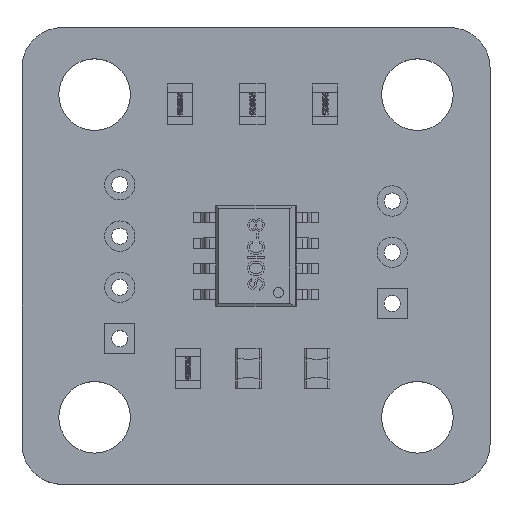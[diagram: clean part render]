
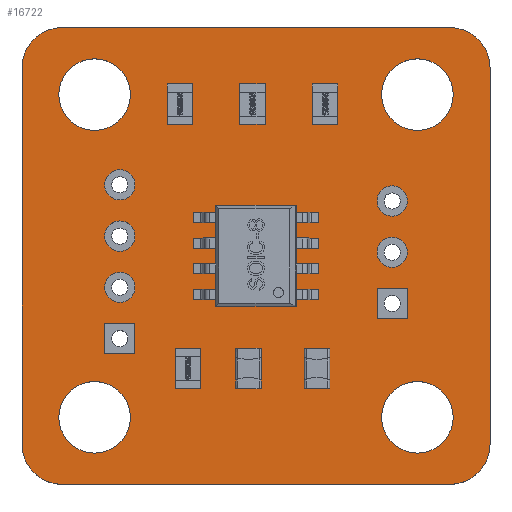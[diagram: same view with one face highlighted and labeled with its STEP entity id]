
A CAD part, top view. The second image highlights one B-rep face of the part: STEP entity #16722.
In plain terms, the highlighted planar face has unit normal (0, 0, 1).
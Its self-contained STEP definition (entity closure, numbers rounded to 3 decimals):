
#1493=FACE_BOUND('',#3159,.T.);
#1494=FACE_BOUND('',#3160,.T.);
#1495=FACE_BOUND('',#3161,.T.);
#1496=FACE_BOUND('',#3162,.T.);
#1497=FACE_BOUND('',#3163,.T.);
#1498=FACE_BOUND('',#3164,.T.);
#1499=FACE_BOUND('',#3165,.T.);
#1500=FACE_BOUND('',#3166,.T.);
#1501=FACE_BOUND('',#3167,.T.);
#1502=FACE_BOUND('',#3168,.T.);
#1503=FACE_BOUND('',#3169,.T.);
#1599=PLANE('',#17756);
#2201=FACE_OUTER_BOUND('',#3158,.T.);
#3158=EDGE_LOOP('',(#11895,#11896,#11897,#11898,#11899,#11900,#11901,#11902));
#3159=EDGE_LOOP('',(#11903,#11904,#11905,#11906));
#3160=EDGE_LOOP('',(#11907,#11908,#11909,#11910));
#3161=EDGE_LOOP('',(#11911));
#3162=EDGE_LOOP('',(#11912));
#3163=EDGE_LOOP('',(#11913));
#3164=EDGE_LOOP('',(#11914));
#3165=EDGE_LOOP('',(#11915));
#3166=EDGE_LOOP('',(#11916));
#3167=EDGE_LOOP('',(#11917));
#3168=EDGE_LOOP('',(#11918));
#3169=EDGE_LOOP('',(#11919));
#4143=LINE('',#22134,#5816);
#4147=LINE('',#22142,#5820);
#4150=LINE('',#22148,#5823);
#4153=LINE('',#22153,#5826);
#4155=LINE('',#22161,#5828);
#4159=LINE('',#22169,#5832);
#4162=LINE('',#22175,#5835);
#4165=LINE('',#22180,#5838);
#4183=LINE('',#22271,#5856);
#4188=LINE('',#22285,#5861);
#4192=LINE('',#22297,#5865);
#4196=LINE('',#22309,#5869);
#5816=VECTOR('',#18657,10.);
#5820=VECTOR('',#18663,10.);
#5823=VECTOR('',#18668,10.);
#5826=VECTOR('',#18673,10.);
#5828=VECTOR('',#18681,10.);
#5832=VECTOR('',#18687,10.);
#5835=VECTOR('',#18692,10.);
#5838=VECTOR('',#18697,10.);
#5856=VECTOR('',#18809,10.);
#5861=VECTOR('',#18822,10.);
#5865=VECTOR('',#18834,10.);
#5869=VECTOR('',#18846,10.);
#7479=CIRCLE('',#17697,0.75);
#7482=CIRCLE('',#17702,0.75);
#7485=CIRCLE('',#17707,0.75);
#7488=CIRCLE('',#17712,0.75);
#7491=CIRCLE('',#17717,0.75);
#7494=CIRCLE('',#17729,1.775);
#7496=CIRCLE('',#17732,1.775);
#7498=CIRCLE('',#17735,1.775);
#7500=CIRCLE('',#17738,1.775);
#7502=CIRCLE('',#17742,2.);
#7504=CIRCLE('',#17746,2.);
#7506=CIRCLE('',#17750,2.);
#7508=CIRCLE('',#17754,2.);
#7657=VERTEX_POINT('',#22132);
#7658=VERTEX_POINT('',#22133);
#7661=VERTEX_POINT('',#22141);
#7663=VERTEX_POINT('',#22147);
#7666=VERTEX_POINT('',#22159);
#7667=VERTEX_POINT('',#22160);
#7670=VERTEX_POINT('',#22168);
#7672=VERTEX_POINT('',#22174);
#7675=VERTEX_POINT('',#22186);
#7678=VERTEX_POINT('',#22195);
#7681=VERTEX_POINT('',#22204);
#7684=VERTEX_POINT('',#22213);
#7687=VERTEX_POINT('',#22222);
#7690=VERTEX_POINT('',#22245);
#7692=VERTEX_POINT('',#22251);
#7694=VERTEX_POINT('',#22257);
#7696=VERTEX_POINT('',#22263);
#7698=VERTEX_POINT('',#22269);
#7699=VERTEX_POINT('',#22270);
#7702=VERTEX_POINT('',#22278);
#7704=VERTEX_POINT('',#22284);
#7706=VERTEX_POINT('',#22290);
#7708=VERTEX_POINT('',#22296);
#7710=VERTEX_POINT('',#22302);
#7712=VERTEX_POINT('',#22308);
#9284=EDGE_CURVE('',#7657,#7658,#4143,.T.);
#9288=EDGE_CURVE('',#7661,#7657,#4147,.T.);
#9291=EDGE_CURVE('',#7663,#7661,#4150,.T.);
#9294=EDGE_CURVE('',#7658,#7663,#4153,.T.);
#9297=EDGE_CURVE('',#7666,#7667,#4155,.T.);
#9301=EDGE_CURVE('',#7670,#7666,#4159,.T.);
#9304=EDGE_CURVE('',#7672,#7670,#4162,.T.);
#9307=EDGE_CURVE('',#7667,#7672,#4165,.T.);
#9310=EDGE_CURVE('',#7675,#7675,#7479,.T.);
#9314=EDGE_CURVE('',#7678,#7678,#7482,.T.);
#9318=EDGE_CURVE('',#7681,#7681,#7485,.T.);
#9322=EDGE_CURVE('',#7684,#7684,#7488,.T.);
#9326=EDGE_CURVE('',#7687,#7687,#7491,.T.);
#9337=EDGE_CURVE('',#7690,#7690,#7494,.T.);
#9340=EDGE_CURVE('',#7692,#7692,#7496,.T.);
#9343=EDGE_CURVE('',#7694,#7694,#7498,.T.);
#9346=EDGE_CURVE('',#7696,#7696,#7500,.T.);
#9349=EDGE_CURVE('',#7698,#7699,#4183,.T.);
#9353=EDGE_CURVE('',#7698,#7702,#7502,.T.);
#9356=EDGE_CURVE('',#7704,#7702,#4188,.T.);
#9359=EDGE_CURVE('',#7704,#7706,#7504,.T.);
#9362=EDGE_CURVE('',#7708,#7706,#4192,.T.);
#9365=EDGE_CURVE('',#7708,#7710,#7506,.T.);
#9368=EDGE_CURVE('',#7712,#7710,#4196,.T.);
#9371=EDGE_CURVE('',#7712,#7699,#7508,.T.);
#11895=ORIENTED_EDGE('',*,*,#9371,.T.);
#11896=ORIENTED_EDGE('',*,*,#9349,.F.);
#11897=ORIENTED_EDGE('',*,*,#9353,.T.);
#11898=ORIENTED_EDGE('',*,*,#9356,.F.);
#11899=ORIENTED_EDGE('',*,*,#9359,.T.);
#11900=ORIENTED_EDGE('',*,*,#9362,.F.);
#11901=ORIENTED_EDGE('',*,*,#9365,.T.);
#11902=ORIENTED_EDGE('',*,*,#9368,.F.);
#11903=ORIENTED_EDGE('',*,*,#9284,.T.);
#11904=ORIENTED_EDGE('',*,*,#9294,.T.);
#11905=ORIENTED_EDGE('',*,*,#9291,.T.);
#11906=ORIENTED_EDGE('',*,*,#9288,.T.);
#11907=ORIENTED_EDGE('',*,*,#9297,.T.);
#11908=ORIENTED_EDGE('',*,*,#9307,.T.);
#11909=ORIENTED_EDGE('',*,*,#9304,.T.);
#11910=ORIENTED_EDGE('',*,*,#9301,.T.);
#11911=ORIENTED_EDGE('',*,*,#9310,.T.);
#11912=ORIENTED_EDGE('',*,*,#9314,.T.);
#11913=ORIENTED_EDGE('',*,*,#9318,.T.);
#11914=ORIENTED_EDGE('',*,*,#9322,.T.);
#11915=ORIENTED_EDGE('',*,*,#9326,.T.);
#11916=ORIENTED_EDGE('',*,*,#9337,.T.);
#11917=ORIENTED_EDGE('',*,*,#9340,.T.);
#11918=ORIENTED_EDGE('',*,*,#9343,.T.);
#11919=ORIENTED_EDGE('',*,*,#9346,.T.);
#16722=ADVANCED_FACE('',(#2201,#1493,#1494,#1495,#1496,#1497,#1498,#1499,
#1500,#1501,#1502,#1503),#1599,.T.);
#17697=AXIS2_PLACEMENT_3D('',#22187,#18705,#18706);
#17702=AXIS2_PLACEMENT_3D('',#22196,#18716,#18717);
#17707=AXIS2_PLACEMENT_3D('',#22205,#18727,#18728);
#17712=AXIS2_PLACEMENT_3D('',#22214,#18738,#18739);
#17717=AXIS2_PLACEMENT_3D('',#22223,#18749,#18750);
#17729=AXIS2_PLACEMENT_3D('',#22246,#18781,#18782);
#17732=AXIS2_PLACEMENT_3D('',#22252,#18788,#18789);
#17735=AXIS2_PLACEMENT_3D('',#22258,#18795,#18796);
#17738=AXIS2_PLACEMENT_3D('',#22264,#18802,#18803);
#17742=AXIS2_PLACEMENT_3D('',#22279,#18815,#18816);
#17746=AXIS2_PLACEMENT_3D('',#22291,#18827,#18828);
#17750=AXIS2_PLACEMENT_3D('',#22303,#18839,#18840);
#17754=AXIS2_PLACEMENT_3D('',#22314,#18851,#18852);
#17756=AXIS2_PLACEMENT_3D('',#22316,#18855,#18856);
#18657=DIRECTION('',(0.,1.,0.));
#18663=DIRECTION('',(-1.,0.,0.));
#18668=DIRECTION('',(0.,-1.,0.));
#18673=DIRECTION('',(1.,0.,0.));
#18681=DIRECTION('',(1.,0.,0.));
#18687=DIRECTION('',(0.,1.,0.));
#18692=DIRECTION('',(-1.,0.,0.));
#18697=DIRECTION('',(0.,-1.,0.));
#18705=DIRECTION('center_axis',(0.,0.,-1.));
#18706=DIRECTION('ref_axis',(1.,0.,0.));
#18716=DIRECTION('center_axis',(0.,0.,-1.));
#18717=DIRECTION('ref_axis',(1.,0.,0.));
#18727=DIRECTION('center_axis',(0.,0.,-1.));
#18728=DIRECTION('ref_axis',(1.,0.,0.));
#18738=DIRECTION('center_axis',(0.,0.,-1.));
#18739=DIRECTION('ref_axis',(1.,0.,0.));
#18749=DIRECTION('center_axis',(0.,0.,-1.));
#18750=DIRECTION('ref_axis',(1.,0.,0.));
#18781=DIRECTION('center_axis',(0.,0.,-1.));
#18782=DIRECTION('ref_axis',(1.,0.,0.));
#18788=DIRECTION('center_axis',(0.,0.,-1.));
#18789=DIRECTION('ref_axis',(1.,0.,0.));
#18795=DIRECTION('center_axis',(0.,0.,-1.));
#18796=DIRECTION('ref_axis',(1.,0.,0.));
#18802=DIRECTION('center_axis',(0.,0.,-1.));
#18803=DIRECTION('ref_axis',(1.,0.,0.));
#18809=DIRECTION('',(0.,1.,0.));
#18815=DIRECTION('center_axis',(0.,0.,1.));
#18816=DIRECTION('ref_axis',(-1.,0.,0.));
#18822=DIRECTION('',(-1.,0.,0.));
#18827=DIRECTION('center_axis',(0.,0.,1.));
#18828=DIRECTION('ref_axis',(0.,-1.,0.));
#18834=DIRECTION('',(0.,-1.,0.));
#18839=DIRECTION('center_axis',(0.,0.,1.));
#18840=DIRECTION('ref_axis',(1.,0.,0.));
#18846=DIRECTION('',(1.,0.,0.));
#18851=DIRECTION('center_axis',(0.,0.,1.));
#18852=DIRECTION('ref_axis',(0.,1.,0.));
#18855=DIRECTION('center_axis',(0.,0.,1.));
#18856=DIRECTION('ref_axis',(1.,0.,0.));
#22132=CARTESIAN_POINT('',(6.,-3.105,0.));
#22133=CARTESIAN_POINT('',(6.,-1.605,0.));
#22134=CARTESIAN_POINT('',(6.,-1.553,0.));
#22141=CARTESIAN_POINT('',(7.5,-3.105,0.));
#22142=CARTESIAN_POINT('',(3.75,-3.105,0.));
#22147=CARTESIAN_POINT('',(7.5,-1.605,0.));
#22148=CARTESIAN_POINT('',(7.5,-0.802,0.));
#22153=CARTESIAN_POINT('',(3.,-1.605,0.));
#22159=CARTESIAN_POINT('',(-7.5,-3.345,0.));
#22160=CARTESIAN_POINT('',(-6.,-3.345,0.));
#22161=CARTESIAN_POINT('',(-3.75,-3.345,0.));
#22168=CARTESIAN_POINT('',(-7.5,-4.845,0.));
#22169=CARTESIAN_POINT('',(-7.5,-2.423,0.));
#22174=CARTESIAN_POINT('',(-6.,-4.845,0.));
#22175=CARTESIAN_POINT('',(-3.,-4.845,0.));
#22180=CARTESIAN_POINT('',(-6.,-1.673,0.));
#22186=CARTESIAN_POINT('',(-7.5,3.525,0.));
#22187=CARTESIAN_POINT('Origin',(-6.75,3.525,0.));
#22195=CARTESIAN_POINT('',(6.,0.185,0.));
#22196=CARTESIAN_POINT('Origin',(6.75,0.185,0.));
#22204=CARTESIAN_POINT('',(-7.5,-1.555,0.));
#22205=CARTESIAN_POINT('Origin',(-6.75,-1.555,0.));
#22213=CARTESIAN_POINT('',(-7.5,0.985,0.));
#22214=CARTESIAN_POINT('Origin',(-6.75,0.985,0.));
#22222=CARTESIAN_POINT('',(6.,2.725,0.));
#22223=CARTESIAN_POINT('Origin',(6.75,2.725,0.));
#22245=CARTESIAN_POINT('',(-9.775,-8.,0.));
#22246=CARTESIAN_POINT('Origin',(-8.,-8.,0.));
#22251=CARTESIAN_POINT('',(-9.775,8.,0.));
#22252=CARTESIAN_POINT('Origin',(-8.,8.,0.));
#22257=CARTESIAN_POINT('',(6.225,8.,0.));
#22258=CARTESIAN_POINT('Origin',(8.,8.,0.));
#22263=CARTESIAN_POINT('',(6.225,-8.,0.));
#22264=CARTESIAN_POINT('Origin',(8.,-8.,0.));
#22269=CARTESIAN_POINT('',(-11.6,-9.325,0.));
#22270=CARTESIAN_POINT('',(-11.6,9.325,0.));
#22271=CARTESIAN_POINT('',(-11.6,-9.325,0.));
#22278=CARTESIAN_POINT('',(-9.6,-11.325,0.));
#22279=CARTESIAN_POINT('Origin',(-9.6,-9.325,0.));
#22284=CARTESIAN_POINT('',(9.6,-11.325,0.));
#22285=CARTESIAN_POINT('',(9.6,-11.325,0.));
#22290=CARTESIAN_POINT('',(11.6,-9.325,0.));
#22291=CARTESIAN_POINT('Origin',(9.6,-9.325,0.));
#22296=CARTESIAN_POINT('',(11.6,9.325,0.));
#22297=CARTESIAN_POINT('',(11.6,9.325,0.));
#22302=CARTESIAN_POINT('',(9.6,11.325,0.));
#22303=CARTESIAN_POINT('Origin',(9.6,9.325,0.));
#22308=CARTESIAN_POINT('',(-9.6,11.325,0.));
#22309=CARTESIAN_POINT('',(-9.6,11.325,0.));
#22314=CARTESIAN_POINT('Origin',(-9.6,9.325,0.));
#22316=CARTESIAN_POINT('Origin',(0.,0.,0.));
